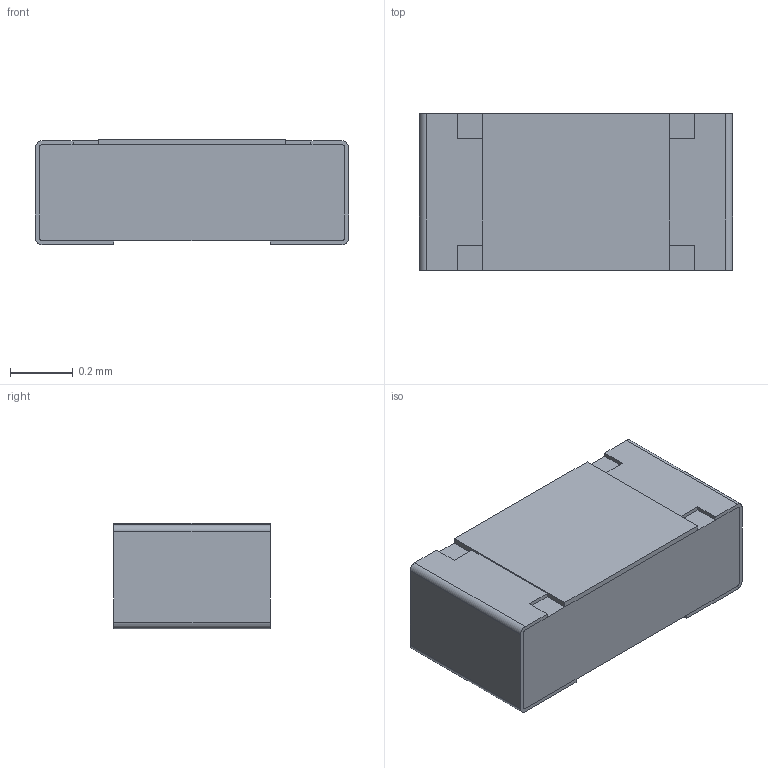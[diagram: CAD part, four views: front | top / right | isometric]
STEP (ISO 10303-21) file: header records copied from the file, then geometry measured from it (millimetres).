
FILE_DESCRIPTION(/* description */ ('','CAx-IF Rec.Pracs.---Representation and Presentation of Product Manufacturing Information (PMI)---3.8---2014-02-18'),/* implementation_level */ '2;1');
FILE_NAME(/* name */ 'RES-0402.stp',/* time_stamp */ '2017-11-07T07:17:50+04:00',/* author */ ('EWV'),/* organization */ (''),/* preprocessor_version */ 'ST-DEVELOPER v16.5',/* originating_system */ 'Autodesk Inventor 2017',/* authorisation */ '');
FILE_SCHEMA (('AP242_MANAGED_MODEL_BASED_3D_ENGINEERING_MIM_LF { 1 0 10303 442 1 1 4 }'));
Length unit declared in the file: millimetre
Products named in the file (1): RES-0402
Bounding box: 1 x 0.5 x 0.34 mm (x, y, z)
Volume: 0.2 mm3; surface area: 2 mm2
Topology: 1 solids, 1 shells, 36 faces, 106 edges, 72 vertices
Faces by surface type: plane 32, cylinder 4
Entity records: 1285 total; most frequent: CARTESIAN_POINT 215, ORIENTED_EDGE 212, DIRECTION 196, EDGE_CURVE 106, LINE 90, VECTOR 90, VERTEX_POINT 72, AXIS2_PLACEMENT_3D 53
